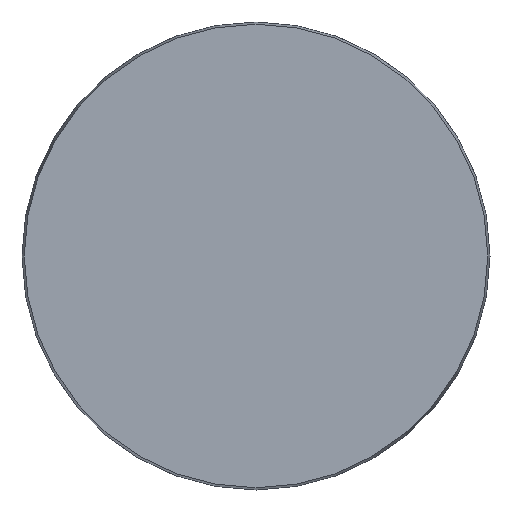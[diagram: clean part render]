
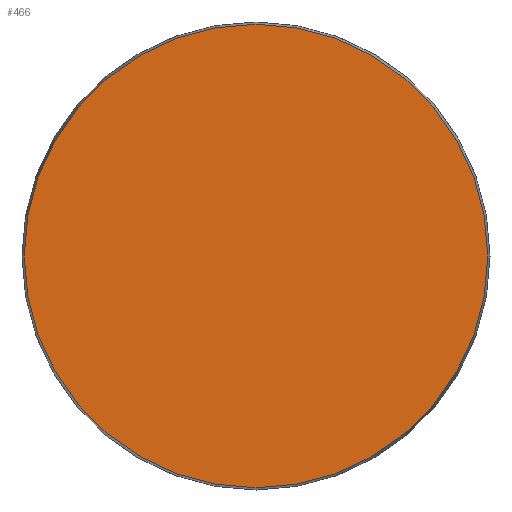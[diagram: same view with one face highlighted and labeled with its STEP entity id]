
A CAD part, front view. The second image highlights one B-rep face of the part: STEP entity #466.
In plain terms, the highlighted planar face has unit normal (0, -1, 0).
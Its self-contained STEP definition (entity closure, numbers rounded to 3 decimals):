
#10 = AXIS2_PLACEMENT_3D ( 'NONE', #102, #388, #46 ) ;
#46 = DIRECTION ( 'NONE',  ( 0., 0., 1. ) ) ;
#87 = EDGE_CURVE ( 'NONE', #202, #202, #290, .T. ) ;
#102 = CARTESIAN_POINT ( 'NONE',  ( -58.425, 0., 0. ) ) ;
#105 = AXIS2_PLACEMENT_3D ( 'NONE', #247, #176, #406 ) ;
#176 = DIRECTION ( 'NONE',  ( 0., -1., 0. ) ) ;
#202 = VERTEX_POINT ( 'NONE', #262 ) ;
#205 = ORIENTED_EDGE ( 'NONE', *, *, #87, .T. ) ;
#247 = CARTESIAN_POINT ( 'NONE',  ( 0., 0., 0. ) ) ;
#262 = CARTESIAN_POINT ( 'NONE',  ( 0., 0., -58.425 ) ) ;
#290 = CIRCLE ( 'NONE', #105, 58.425 ) ;
#388 = DIRECTION ( 'NONE',  ( 0., 1., 0. ) ) ;
#406 = DIRECTION ( 'NONE',  ( 0., 0., -1. ) ) ;
#443 = PLANE ( 'NONE',  #10 ) ;
#466 = ADVANCED_FACE ( 'NONE', ( #680 ), #443, .F. ) ;
#612 = EDGE_LOOP ( 'NONE', ( #205 ) ) ;
#680 = FACE_OUTER_BOUND ( 'NONE', #612, .T. ) ;
